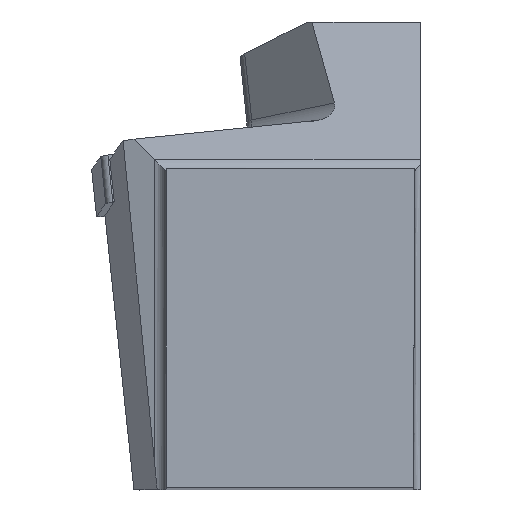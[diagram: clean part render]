
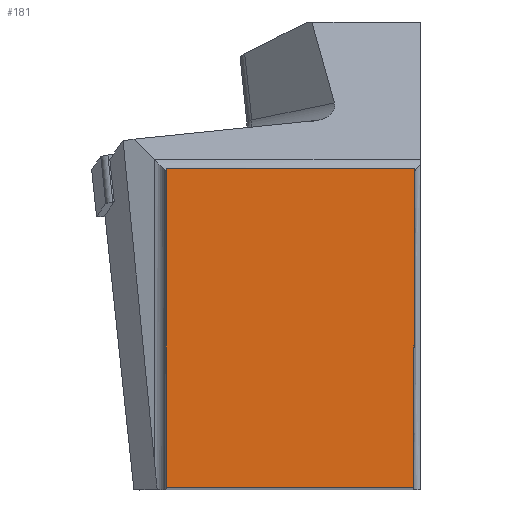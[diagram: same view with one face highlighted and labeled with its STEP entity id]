
A CAD part, top view. The second image highlights one B-rep face of the part: STEP entity #181.
In plain terms, the highlighted planar face has unit normal (0, 0, 1).
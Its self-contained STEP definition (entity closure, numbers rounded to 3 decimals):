
#138=FACE_OUTER_BOUND('',#423,.T.);
#181=ADVANCED_FACE('SHANK_FACE_BACK',(#138),#220,.F.);
#220=PLANE('',#993);
#273=LINE('',#1473,#351);
#293=LINE('',#1524,#371);
#294=LINE('',#1526,#372);
#295=LINE('',#1528,#373);
#351=VECTOR('',#1139,1.);
#371=VECTOR('',#1189,1.);
#372=VECTOR('',#1190,1.);
#373=VECTOR('',#1191,1.);
#423=EDGE_LOOP('',(#576,#577,#578,#579));
#576=ORIENTED_EDGE('',*,*,#829,.F.);
#577=ORIENTED_EDGE('',*,*,#802,.T.);
#578=ORIENTED_EDGE('',*,*,#830,.T.);
#579=ORIENTED_EDGE('',*,*,#831,.F.);
#716=VERTEX_POINT('',#1472);
#717=VERTEX_POINT('',#1474);
#733=VERTEX_POINT('',#1525);
#734=VERTEX_POINT('',#1527);
#802=EDGE_CURVE('',#717,#716,#273,.T.);
#829=EDGE_CURVE('',#717,#733,#293,.T.);
#830=EDGE_CURVE('',#716,#734,#294,.T.);
#831=EDGE_CURVE('',#733,#734,#295,.T.);
#993=AXIS2_PLACEMENT_3D('',#1529,#1192,#1193);
#1139=DIRECTION('',(1.,0.,0.));
#1189=DIRECTION('',(0.,1.,0.));
#1190=DIRECTION('',(0.004,1.,0.));
#1191=DIRECTION('',(1.,0.,0.));
#1192=DIRECTION('',(0.,0.,-1.));
#1193=DIRECTION('',(-0.995,-0.105,0.));
#1472=CARTESIAN_POINT('',(-0.139,0.,0.));
#1473=CARTESIAN_POINT('',(-35.441,0.,0.));
#1474=CARTESIAN_POINT('',(-24.875,0.,0.));
#1524=CARTESIAN_POINT('',(-24.875,-7.092,0.));
#1525=CARTESIAN_POINT('',(-24.875,31.85,0.));
#1526=CARTESIAN_POINT('',(-0.973,-191.232,0.));
#1527=CARTESIAN_POINT('',(0.,31.85,0.));
#1528=CARTESIAN_POINT('',(-35.441,31.85,0.));
#1529=CARTESIAN_POINT('',(0.,0.,0.));
